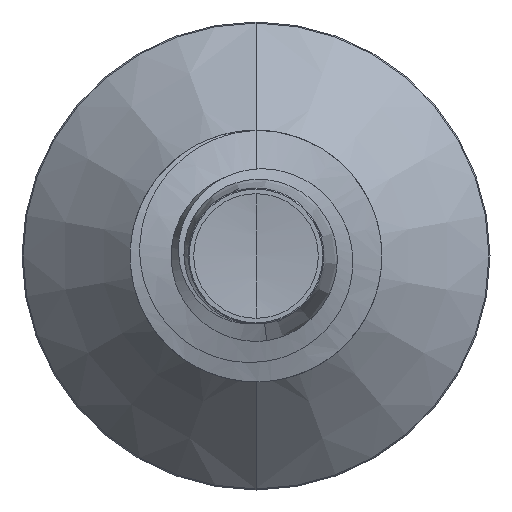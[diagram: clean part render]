
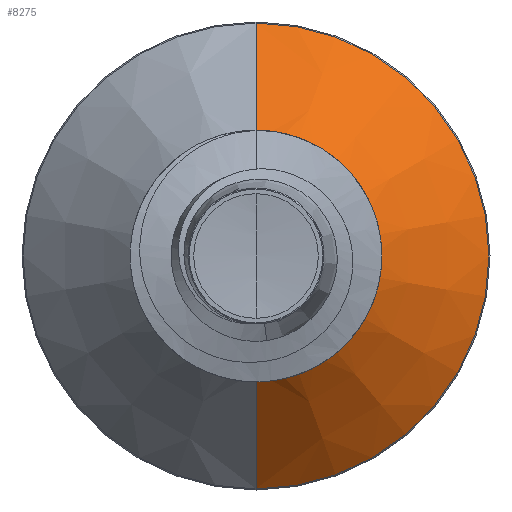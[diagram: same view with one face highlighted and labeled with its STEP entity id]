
A CAD part, front view. The second image highlights one B-rep face of the part: STEP entity #8275.
In plain terms, the highlighted conical face has half-angle 45 degrees and reference radius 2.301 mm.
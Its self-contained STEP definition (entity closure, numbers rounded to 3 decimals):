
#72 = CARTESIAN_POINT ( 'NONE',  ( 0., 9.401, -2.301 ) ) ;
#2524 = CARTESIAN_POINT ( 'NONE',  ( 0., 9.401, 2.301 ) ) ;
#2564 = CARTESIAN_POINT ( 'NONE',  ( 0., 11.728, 4.628 ) ) ;
#2566 = DIRECTION ( 'NONE',  ( 0., 0.707, 0.707 ) ) ;
#2826 = VERTEX_POINT ( 'NONE', #2564 ) ;
#2829 = EDGE_CURVE ( 'NONE', #4429, #2826, #9396, .T. ) ;
#3174 = DIRECTION ( 'NONE',  ( 0., 0.707, -0.707 ) ) ;
#3197 = CARTESIAN_POINT ( 'NONE',  ( 0., 9.401, -2.301 ) ) ;
#3386 = AXIS2_PLACEMENT_3D ( 'NONE', #3731, #3712, #3699 ) ;
#3699 = DIRECTION ( 'NONE',  ( 0., 0., 1. ) ) ;
#3712 = DIRECTION ( 'NONE',  ( 0., 1., 0. ) ) ;
#3731 = CARTESIAN_POINT ( 'NONE',  ( 0., 11.728, 0. ) ) ;
#4115 = EDGE_LOOP ( 'NONE', ( #11255, #4155, #9924, #4657 ) ) ;
#4155 = ORIENTED_EDGE ( 'NONE', *, *, #14421, .T. ) ;
#4429 = VERTEX_POINT ( 'NONE', #14205 ) ;
#4518 = VECTOR ( 'NONE', #3174, 1000. ) ;
#4657 = ORIENTED_EDGE ( 'NONE', *, *, #2829, .F. ) ;
#6243 = VECTOR ( 'NONE', #2566, 1000. ) ;
#6764 = DIRECTION ( 'NONE',  ( 0., 1., 0. ) ) ;
#6834 = CARTESIAN_POINT ( 'NONE',  ( 0., 9.401, 0. ) ) ;
#6865 = DIRECTION ( 'NONE',  ( 0., 0., 1. ) ) ;
#7163 = DIRECTION ( 'NONE',  ( 0., 0., 1. ) ) ;
#7169 = DIRECTION ( 'NONE',  ( 0., 1., 0. ) ) ;
#7185 = CARTESIAN_POINT ( 'NONE',  ( 0., 9.401, 0. ) ) ;
#7677 = CONICAL_SURFACE ( 'NONE', #13946, 2.301, 0.785 ) ;
#8168 = AXIS2_PLACEMENT_3D ( 'NONE', #7185, #7169, #7163 ) ;
#8275 = ADVANCED_FACE ( 'NONE', ( #8437 ), #7677, .T. ) ;
#8437 = FACE_OUTER_BOUND ( 'NONE', #4115, .T. ) ;
#8836 = EDGE_CURVE ( 'NONE', #2826, #12560, #11528, .T. ) ;
#9396 = LINE ( 'NONE', #2524, #6243 ) ;
#9924 = ORIENTED_EDGE ( 'NONE', *, *, #8836, .F. ) ;
#10605 = VERTEX_POINT ( 'NONE', #72 ) ;
#11255 = ORIENTED_EDGE ( 'NONE', *, *, #14173, .T. ) ;
#11528 = CIRCLE ( 'NONE', #3386, 4.628 ) ;
#11636 = CIRCLE ( 'NONE', #8168, 2.301 ) ;
#12201 = CARTESIAN_POINT ( 'NONE',  ( 0., 11.728, -4.628 ) ) ;
#12492 = LINE ( 'NONE', #3197, #4518 ) ;
#12560 = VERTEX_POINT ( 'NONE', #12201 ) ;
#13946 = AXIS2_PLACEMENT_3D ( 'NONE', #6834, #6764, #6865 ) ;
#14173 = EDGE_CURVE ( 'NONE', #4429, #10605, #11636, .T. ) ;
#14205 = CARTESIAN_POINT ( 'NONE',  ( 0., 9.401, 2.301 ) ) ;
#14421 = EDGE_CURVE ( 'NONE', #10605, #12560, #12492, .T. ) ;
